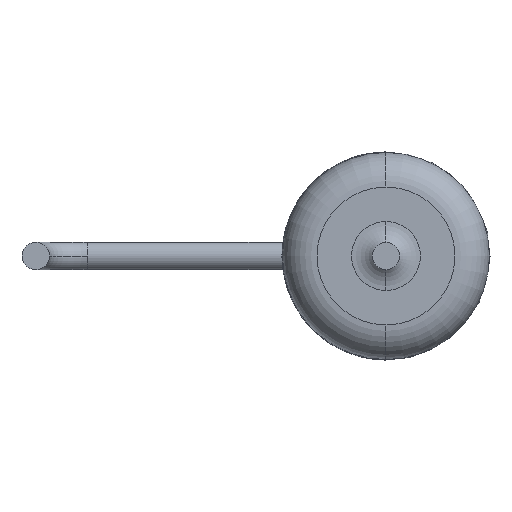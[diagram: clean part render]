
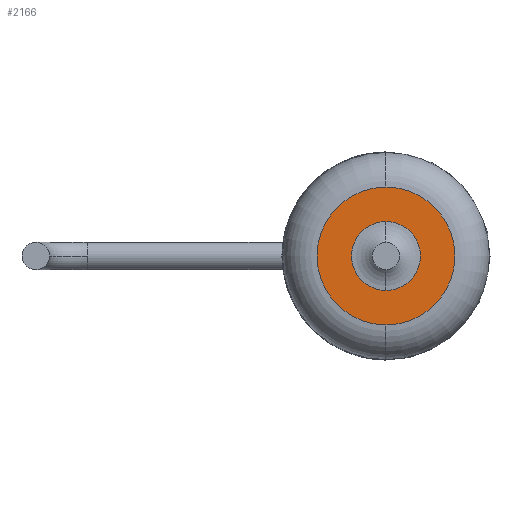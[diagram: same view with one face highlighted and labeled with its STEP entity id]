
A CAD part, front view. The second image highlights one B-rep face of the part: STEP entity #2166.
In plain terms, the highlighted planar face has unit normal (0, -1, 0).
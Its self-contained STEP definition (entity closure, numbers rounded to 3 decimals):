
#3 = EDGE_LOOP ( 'NONE', ( #438, #380 ) ) ;
#30 = DIRECTION ( 'NONE',  ( 0., -1., 0. ) ) ;
#33 = EDGE_CURVE ( 'NONE', #1977, #1321, #2492, .T. ) ;
#65 = CARTESIAN_POINT ( 'NONE',  ( 0., -8.5, 2. ) ) ;
#71 = DIRECTION ( 'NONE',  ( 0., -1., 0. ) ) ;
#74 = FACE_OUTER_BOUND ( 'NONE', #1626, .T. ) ;
#88 = DIRECTION ( 'NONE',  ( 0., -1., 0. ) ) ;
#119 = ORIENTED_EDGE ( 'NONE', *, *, #33, .T. ) ;
#121 = AXIS2_PLACEMENT_3D ( 'NONE', #333, #540, #1133 ) ;
#279 = AXIS2_PLACEMENT_3D ( 'NONE', #709, #71, #1696 ) ;
#333 = CARTESIAN_POINT ( 'NONE',  ( 0., -8.5, 0. ) ) ;
#363 = AXIS2_PLACEMENT_3D ( 'NONE', #900, #88, #2099 ) ;
#380 = ORIENTED_EDGE ( 'NONE', *, *, #632, .F. ) ;
#438 = ORIENTED_EDGE ( 'NONE', *, *, #2420, .F. ) ;
#540 = DIRECTION ( 'NONE',  ( 0., 1., 0. ) ) ;
#579 = ORIENTED_EDGE ( 'NONE', *, *, #2077, .T. ) ;
#625 = VERTEX_POINT ( 'NONE', #2559 ) ;
#632 = EDGE_CURVE ( 'NONE', #625, #1777, #1962, .T. ) ;
#709 = CARTESIAN_POINT ( 'NONE',  ( 0., -8.5, 0. ) ) ;
#710 = DIRECTION ( 'NONE',  ( 0., -1., 0. ) ) ;
#829 = CARTESIAN_POINT ( 'NONE',  ( 0., -8.5, -2. ) ) ;
#872 = PLANE ( 'NONE',  #121 ) ;
#900 = CARTESIAN_POINT ( 'NONE',  ( 0., -8.5, 0. ) ) ;
#1084 = CARTESIAN_POINT ( 'NONE',  ( 0., -8.5, 0. ) ) ;
#1106 = DIRECTION ( 'NONE',  ( 0., 0., 1. ) ) ;
#1109 = DIRECTION ( 'NONE',  ( 0., 0., 1. ) ) ;
#1133 = DIRECTION ( 'NONE',  ( 0., 0., 1. ) ) ;
#1244 = AXIS2_PLACEMENT_3D ( 'NONE', #1084, #710, #1109 ) ;
#1321 = VERTEX_POINT ( 'NONE', #65 ) ;
#1626 = EDGE_LOOP ( 'NONE', ( #579, #119 ) ) ;
#1682 = CARTESIAN_POINT ( 'NONE',  ( 0., -8.5, 0. ) ) ;
#1696 = DIRECTION ( 'NONE',  ( 0., 0., 1. ) ) ;
#1777 = VERTEX_POINT ( 'NONE', #2564 ) ;
#1885 = FACE_BOUND ( 'NONE', #3, .T. ) ;
#1931 = CIRCLE ( 'NONE', #1244, 2. ) ;
#1952 = AXIS2_PLACEMENT_3D ( 'NONE', #1682, #30, #1106 ) ;
#1962 = CIRCLE ( 'NONE', #279, 1. ) ;
#1977 = VERTEX_POINT ( 'NONE', #829 ) ;
#2077 = EDGE_CURVE ( 'NONE', #1321, #1977, #1931, .T. ) ;
#2099 = DIRECTION ( 'NONE',  ( 0., 0., 1. ) ) ;
#2166 = ADVANCED_FACE ( 'NONE', ( #1885, #74 ), #872, .F. ) ;
#2259 = CIRCLE ( 'NONE', #1952, 1. ) ;
#2420 = EDGE_CURVE ( 'NONE', #1777, #625, #2259, .T. ) ;
#2492 = CIRCLE ( 'NONE', #363, 2. ) ;
#2559 = CARTESIAN_POINT ( 'NONE',  ( 0., -8.5, -1. ) ) ;
#2564 = CARTESIAN_POINT ( 'NONE',  ( 0., -8.5, 1. ) ) ;
